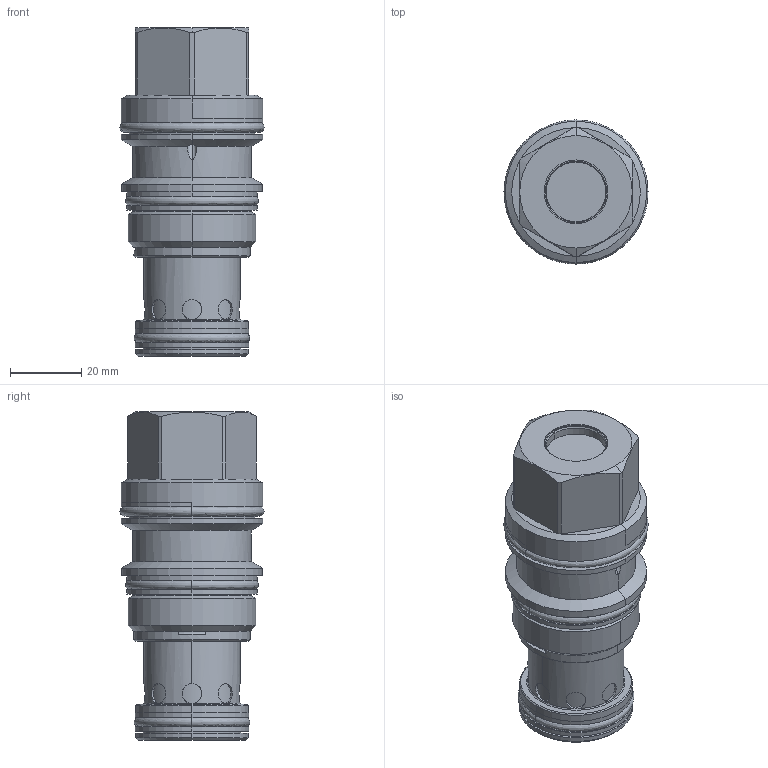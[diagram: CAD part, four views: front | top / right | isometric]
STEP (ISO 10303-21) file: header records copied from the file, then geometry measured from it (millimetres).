
FILE_DESCRIPTION((''),'2;1');
FILE_NAME('RSHC8WN_SW','2023-03-13T10:21:13',('SigMax'),(''),'CREO PARAMETRIC BY PTC INC, 2021072','CREO PARAMETRIC BY PTC INC, 2021072','');
FILE_SCHEMA(('AUTOMOTIVE_DESIGN { 1 0 10303 214 1 1 1 1 }'));
Length unit declared in the file: inch
Products named in the file (1): RSHC8WN_SW
Bounding box: 40.36 x 40.36 x 92.08 mm (x, y, z)
Volume: 79464.3 mm3; surface area: 21368.9 mm2
Topology: 4 solids, 6 shells, 201 faces, 466 edges, 286 vertices
Faces by surface type: cylinder 97, plane 36, cone 30, torus 26, revolution 12
Entity records: 8720 total; most frequent: CARTESIAN_POINT 2598, DIRECTION 976, ORIENTED_EDGE 932, EDGE_CURVE 466, AXIS2_PLACEMENT_3D 417, VERTEX_POINT 286, CIRCLE 228, EDGE_LOOP 222
